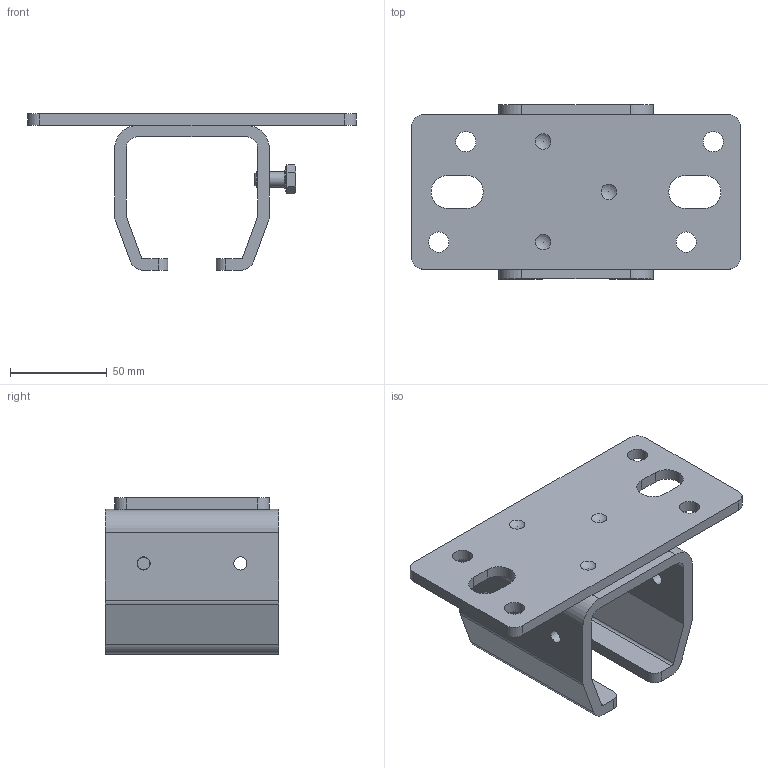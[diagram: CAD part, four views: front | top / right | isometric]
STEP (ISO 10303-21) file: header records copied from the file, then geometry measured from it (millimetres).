
FILE_DESCRIPTION(('STEP AP214'),'1');
FILE_NAME('PMH Takfäste 502.stp','2013-08-06T09:37:54',(' '),(' '),'Spatial InterOp 3D',' ',' ');
FILE_SCHEMA(('automotive_design'));
Length unit declared in the file: millimetre
Products named in the file (4): PMH Profilskena takfaste 502; Part1
Assembly tree (3 placements, depth 2):
  PMH Profilskena takfaste 502
    Part1
    Part1
    Part1
Bounding box: 170 x 90 x 81 mm (x, y, z)
Volume: 202747.6 mm3; surface area: 77275.1 mm2
Topology: 3 solids, 3 shells, 88 faces, 238 edges, 158 vertices
Faces by surface type: plane 38, cylinder 36, cone 7, sphere 6, torus 1
Full cylindrical faces by diameter (mm): 6.8 x6, 8 x1, 10.5 x4, 12.88 x1
Entity records: 3521 total; most frequent: CARTESIAN_POINT 553, DIRECTION 464, ORIENTED_EDGE 418, EDGE_CURVE 209, AXIS2_PLACEMENT_3D 178, VERTEX_POINT 149, EDGE_LOOP 134, LINE 108
